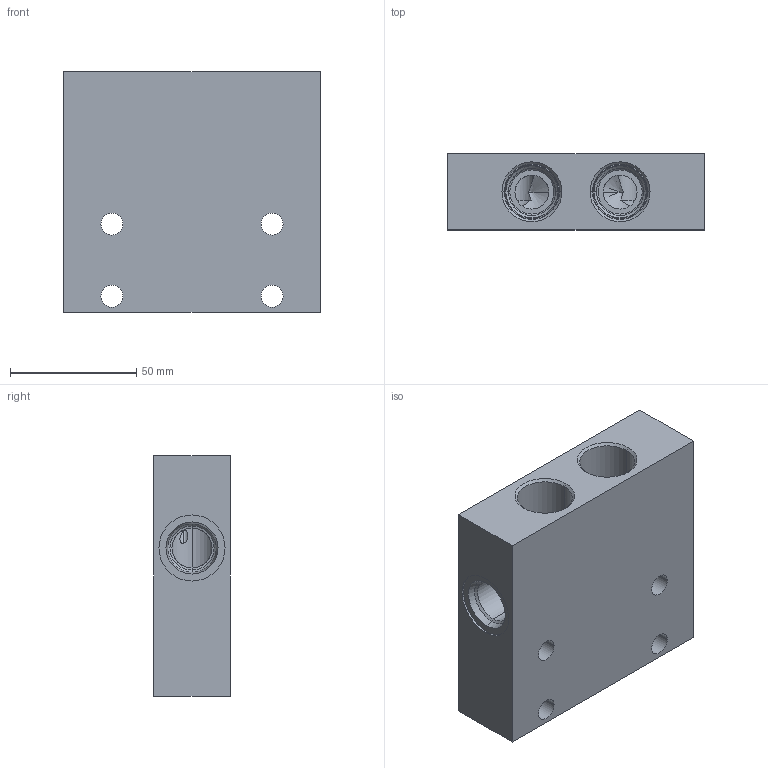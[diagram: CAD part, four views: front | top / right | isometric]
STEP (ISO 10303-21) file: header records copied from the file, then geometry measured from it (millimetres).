
FILE_DESCRIPTION((''),'2;1');
FILE_NAME('YTL_ASM','2019-10-16T',('ProEService'),(''),'PRO/ENGINEER BY PARAMETRIC TECHNOLOGY CORPORATION, 2014200','PRO/ENGINEER BY PARAMETRIC TECHNOLOGY CORPORATION, 2014200','');
FILE_SCHEMA(('CONFIG_CONTROL_DESIGN'));
Length unit declared in the file: inch
Products named in the file (2): 150-989-002; YTL_ASM
Assembly tree (1 placements, depth 2):
  YTL_ASM
    150-989-002
Bounding box: 101.6 x 30.18 x 95.25 mm (x, y, z)
Volume: 228710.4 mm3; surface area: 45466.4 mm2
Topology: 1 solids, 1 shells, 104 faces, 432 edges, 411 vertices
Faces by surface type: cylinder 52, cone 40, plane 12
Entity records: 4973 total; most frequent: CARTESIAN_POINT 1522, DIRECTION 724, ORIENTED_EDGE 488, VECTOR 284, LINE 284, EDGE_CURVE 244, AXIS2_PLACEMENT_3D 220, TRIMMED_CURVE 180
